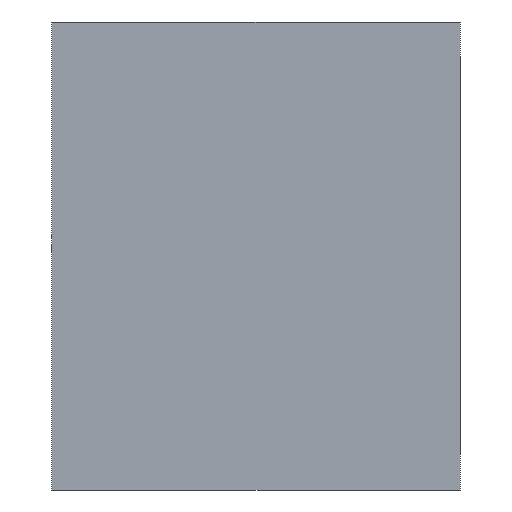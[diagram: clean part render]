
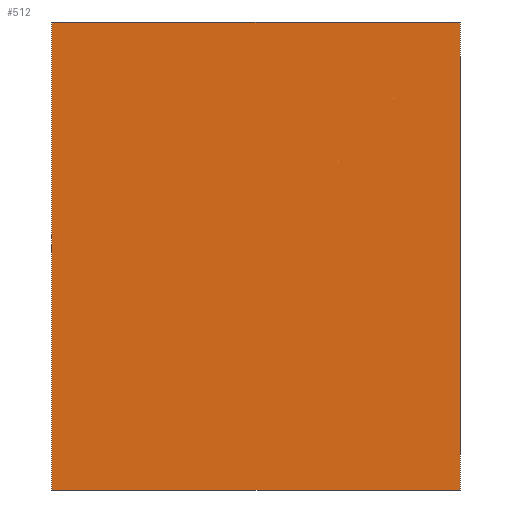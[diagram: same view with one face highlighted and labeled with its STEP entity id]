
A CAD part, front view. The second image highlights one B-rep face of the part: STEP entity #512.
In plain terms, the highlighted planar face has unit normal (0, -1, 0).
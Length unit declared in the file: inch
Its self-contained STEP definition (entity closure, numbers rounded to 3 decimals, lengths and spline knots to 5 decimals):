
#56=FACE_OUTER_BOUND('',#92,.T.);
#92=EDGE_LOOP('',(#455,#456,#457,#458));
#147=LINE('',#820,#209);
#150=LINE('',#825,#212);
#152=LINE('',#829,#214);
#154=LINE('',#832,#216);
#209=VECTOR('',#679,0.3937);
#212=VECTOR('',#684,0.3937);
#214=VECTOR('',#688,0.3937);
#216=VECTOR('',#692,0.3937);
#257=VERTEX_POINT('',#818);
#258=VERTEX_POINT('',#819);
#259=VERTEX_POINT('',#824);
#260=VERTEX_POINT('',#828);
#319=EDGE_CURVE('',#257,#258,#147,.T.);
#322=EDGE_CURVE('',#259,#257,#150,.T.);
#324=EDGE_CURVE('',#260,#259,#152,.T.);
#326=EDGE_CURVE('',#258,#260,#154,.T.);
#455=ORIENTED_EDGE('',*,*,#326,.F.);
#456=ORIENTED_EDGE('',*,*,#319,.F.);
#457=ORIENTED_EDGE('',*,*,#322,.F.);
#458=ORIENTED_EDGE('',*,*,#324,.F.);
#484=PLANE('',#566);
#512=ADVANCED_FACE('',(#56),#484,.F.);
#566=AXIS2_PLACEMENT_3D('',#833,#693,#694);
#679=DIRECTION('',(0.,0.,-1.));
#684=DIRECTION('',(1.,0.,0.));
#688=DIRECTION('',(0.,0.,1.));
#692=DIRECTION('',(-1.,0.,0.));
#693=DIRECTION('center_axis',(0.,1.,0.));
#694=DIRECTION('ref_axis',(0.,0.,1.));
#818=CARTESIAN_POINT('',(0.,0.,0.));
#819=CARTESIAN_POINT('',(0.,0.,-15.75));
#820=CARTESIAN_POINT('',(0.,0.,0.));
#824=CARTESIAN_POINT('',(-13.75,0.,0.));
#825=CARTESIAN_POINT('',(-13.75,0.,0.));
#828=CARTESIAN_POINT('',(-13.75,0.,-15.75));
#829=CARTESIAN_POINT('',(-13.75,0.,-15.75));
#832=CARTESIAN_POINT('',(0.,0.,-15.75));
#833=CARTESIAN_POINT('Origin',(-6.875,0.,-7.875));
